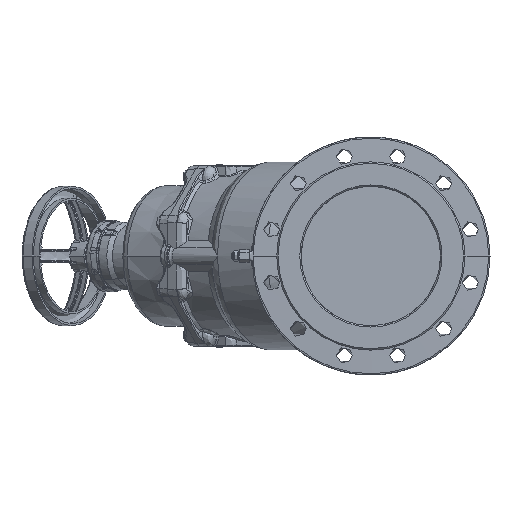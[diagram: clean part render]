
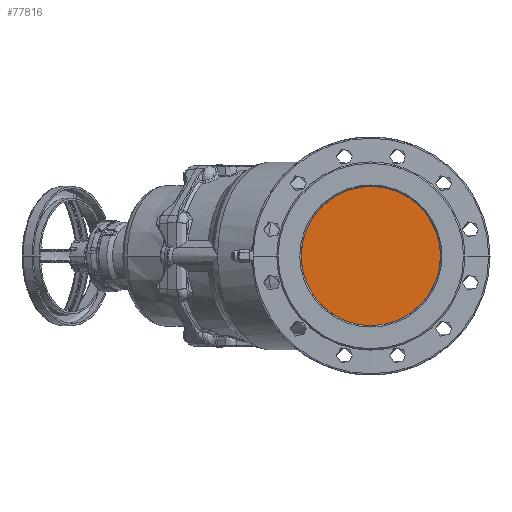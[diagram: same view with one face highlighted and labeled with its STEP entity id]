
A CAD part, left-side view. The second image highlights one B-rep face of the part: STEP entity #77816.
In plain terms, the highlighted planar face has unit normal (-1, 0, 0).
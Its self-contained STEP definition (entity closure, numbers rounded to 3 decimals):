
#77288=CARTESIAN_POINT('Vertex',(-102.11,99.911,4.22)) ;
#77292=CARTESIAN_POINT('Control Point',(-102.11,99.911,4.22)) ;
#77293=CARTESIAN_POINT('Control Point',(-102.11,99.257,19.703)) ;
#77294=CARTESIAN_POINT('Control Point',(-102.11,95.604,35.059)) ;
#77295=CARTESIAN_POINT('Control Point',(-102.11,88.981,49.513)) ;
#77296=CARTESIAN_POINT('Control Point',(-102.11,70.492,75.102)) ;
#77297=CARTESIAN_POINT('Control Point',(-102.11,43.784,91.936)) ;
#77298=CARTESIAN_POINT('Control Point',(-102.11,28.94,97.631)) ;
#77299=CARTESIAN_POINT('Control Point',(-102.11,-2.174,102.979)) ;
#77300=CARTESIAN_POINT('Control Point',(-102.11,-33.034,96.322)) ;
#77301=CARTESIAN_POINT('Control Point',(-102.11,-47.624,90.006)) ;
#77302=CARTESIAN_POINT('Control Point',(-102.11,-73.598,72.061)) ;
#77303=CARTESIAN_POINT('Control Point',(-102.11,-90.991,45.714)) ;
#77304=CARTESIAN_POINT('Control Point',(-102.11,-96.998,30.994)) ;
#77305=CARTESIAN_POINT('Control Point',(-102.11,-100.,15.497)) ;
#77306=CARTESIAN_POINT('Control Point',(-102.11,-100.,0.)) ;
#77307=CARTESIAN_POINT('Vertex',(-102.11,-100.,0.)) ;
#77324=CARTESIAN_POINT('Control Point',(-102.11,-100.,0.)) ;
#77325=CARTESIAN_POINT('Control Point',(-102.11,-100.,-15.497)) ;
#77326=CARTESIAN_POINT('Control Point',(-102.11,-96.998,-30.994)) ;
#77327=CARTESIAN_POINT('Control Point',(-102.11,-90.991,-45.714)) ;
#77328=CARTESIAN_POINT('Control Point',(-102.11,-73.598,-72.061)) ;
#77329=CARTESIAN_POINT('Control Point',(-102.11,-47.624,-90.006)) ;
#77330=CARTESIAN_POINT('Control Point',(-102.11,-33.034,-96.322)) ;
#77331=CARTESIAN_POINT('Control Point',(-102.11,-2.174,-102.979)) ;
#77332=CARTESIAN_POINT('Control Point',(-102.11,28.94,-97.631)) ;
#77333=CARTESIAN_POINT('Control Point',(-102.11,43.784,-91.936)) ;
#77334=CARTESIAN_POINT('Control Point',(-102.11,70.492,-75.102)) ;
#77335=CARTESIAN_POINT('Control Point',(-102.11,88.981,-49.513)) ;
#77336=CARTESIAN_POINT('Control Point',(-102.11,95.604,-35.059)) ;
#77337=CARTESIAN_POINT('Control Point',(-102.11,99.257,-19.703)) ;
#77338=CARTESIAN_POINT('Control Point',(-102.11,99.911,-4.22)) ;
#77339=CARTESIAN_POINT('Vertex',(-102.11,99.911,-4.22)) ;
#77740=CARTESIAN_POINT('Control Point',(-102.11,99.975,2.148)) ;
#77741=CARTESIAN_POINT('Control Point',(-102.11,99.961,2.836)) ;
#77742=CARTESIAN_POINT('Control Point',(-102.11,99.94,3.526)) ;
#77743=CARTESIAN_POINT('Control Point',(-102.11,99.911,4.22)) ;
#77744=CARTESIAN_POINT('Vertex',(-102.11,99.975,2.148)) ;
#77759=CARTESIAN_POINT('Axis2P3D Location',(-102.11,104.232,500000.)) ;
#77764=CARTESIAN_POINT('Axis2P3D Location',(-102.11,16.,0.)) ;
#77768=CARTESIAN_POINT('Vertex',(-102.11,100.,0.)) ;
#77770=CARTESIAN_POINT('Vertex',(-102.11,99.99,1.283)) ;
#77773=CARTESIAN_POINT('Axis2P3D Location',(-102.11,16.,0.)) ;
#77777=CARTESIAN_POINT('Vertex',(-102.11,99.99,-1.283)) ;
#77781=CARTESIAN_POINT('Control Point',(-102.11,99.975,-2.148)) ;
#77782=CARTESIAN_POINT('Control Point',(-102.11,99.978,-1.975)) ;
#77783=CARTESIAN_POINT('Control Point',(-102.11,99.982,-1.802)) ;
#77784=CARTESIAN_POINT('Control Point',(-102.11,99.985,-1.629)) ;
#77785=CARTESIAN_POINT('Control Point',(-102.11,99.988,-1.456)) ;
#77786=CARTESIAN_POINT('Control Point',(-102.11,99.99,-1.283)) ;
#77787=CARTESIAN_POINT('Vertex',(-102.11,99.975,-2.148)) ;
#77791=CARTESIAN_POINT('Control Point',(-102.11,99.975,-2.148)) ;
#77792=CARTESIAN_POINT('Control Point',(-102.11,99.966,-2.562)) ;
#77793=CARTESIAN_POINT('Control Point',(-102.11,99.956,-2.977)) ;
#77794=CARTESIAN_POINT('Control Point',(-102.11,99.943,-3.391)) ;
#77795=CARTESIAN_POINT('Control Point',(-102.11,99.928,-3.805)) ;
#77796=CARTESIAN_POINT('Control Point',(-102.11,99.911,-4.22)) ;
#77799=CARTESIAN_POINT('Control Point',(-102.11,99.975,2.148)) ;
#77800=CARTESIAN_POINT('Control Point',(-102.11,99.978,1.975)) ;
#77801=CARTESIAN_POINT('Control Point',(-102.11,99.982,1.802)) ;
#77802=CARTESIAN_POINT('Control Point',(-102.11,99.985,1.629)) ;
#77803=CARTESIAN_POINT('Control Point',(-102.11,99.988,1.456)) ;
#77804=CARTESIAN_POINT('Control Point',(-102.11,99.99,1.283)) ;
#77760=DIRECTION('Axis2P3D Direction',(1.,0.,-0.)) ;
#77761=DIRECTION('Axis2P3D XDirection',(0.,1.,0.)) ;
#77765=DIRECTION('Axis2P3D Direction',(1.,0.,-0.)) ;
#77774=DIRECTION('Axis2P3D Direction',(1.,0.,-0.)) ;
#77762=AXIS2_PLACEMENT_3D('Plane Axis2P3D',#77759,#77760,#77761) ;
#77766=AXIS2_PLACEMENT_3D('Circle Axis2P3D',#77764,#77765,$) ;
#77775=AXIS2_PLACEMENT_3D('Circle Axis2P3D',#77773,#77774,$) ;
#77767=CIRCLE('generated circle',#77766,84.) ;
#77776=CIRCLE('generated circle',#77775,84.) ;
#77763=PLANE('',#77762) ;
#77309=EDGE_CURVE('',#77289,#77308,#77291,.T.) ;
#77341=EDGE_CURVE('',#77308,#77340,#77323,.T.) ;
#77746=EDGE_CURVE('',#77745,#77289,#77739,.T.) ;
#77772=EDGE_CURVE('',#77769,#77771,#77767,.T.) ;
#77779=EDGE_CURVE('',#77778,#77769,#77776,.T.) ;
#77789=EDGE_CURVE('',#77788,#77778,#77780,.T.) ;
#77797=EDGE_CURVE('',#77788,#77340,#77790,.T.) ;
#77805=EDGE_CURVE('',#77745,#77771,#77798,.T.) ;
#77807=ORIENTED_EDGE('',*,*,#77772,.F.) ;
#77808=ORIENTED_EDGE('',*,*,#77779,.F.) ;
#77809=ORIENTED_EDGE('',*,*,#77789,.F.) ;
#77810=ORIENTED_EDGE('',*,*,#77797,.T.) ;
#77811=ORIENTED_EDGE('',*,*,#77341,.F.) ;
#77812=ORIENTED_EDGE('',*,*,#77309,.F.) ;
#77813=ORIENTED_EDGE('',*,*,#77746,.F.) ;
#77814=ORIENTED_EDGE('',*,*,#77805,.T.) ;
#77806=EDGE_LOOP('',(#77807,#77808,#77809,#77810,#77811,#77812,#77813,#77814)) ;
#77289=VERTEX_POINT('',#77288) ;
#77308=VERTEX_POINT('',#77307) ;
#77340=VERTEX_POINT('',#77339) ;
#77745=VERTEX_POINT('',#77744) ;
#77769=VERTEX_POINT('',#77768) ;
#77771=VERTEX_POINT('',#77770) ;
#77778=VERTEX_POINT('',#77777) ;
#77788=VERTEX_POINT('',#77787) ;
#77816=ADVANCED_FACE('PartBody',(#77815),#77763,.F.) ;
#77291=B_SPLINE_CURVE_WITH_KNOTS('',5,(#77292,#77293,#77294,#77295,#77296,#77297,#77298,#77299,#77300,#77301,#77302,#77303,#77304,#77305,#77306),.UNSPECIFIED.,.F.,.U.,(6,3,3,3,6),(-154.969,-77.485,0.,77.485,154.969),.UNSPECIFIED.) ;
#77323=B_SPLINE_CURVE_WITH_KNOTS('',5,(#77324,#77325,#77326,#77327,#77328,#77329,#77330,#77331,#77332,#77333,#77334,#77335,#77336,#77337,#77338),.UNSPECIFIED.,.F.,.U.,(6,3,3,3,6),(-154.969,-77.485,0.,77.485,154.969),.UNSPECIFIED.) ;
#77739=B_SPLINE_CURVE_WITH_KNOTS('',3,(#77740,#77741,#77742,#77743),.UNSPECIFIED.,.F.,.U.,(4,4),(0.,2.928),.UNSPECIFIED.) ;
#77780=B_SPLINE_CURVE_WITH_KNOTS('',5,(#77781,#77782,#77783,#77784,#77785,#77786),.UNSPECIFIED.,.F.,.U.,(6,6),(0.,1.223),.UNSPECIFIED.) ;
#77790=B_SPLINE_CURVE_WITH_KNOTS('',5,(#77791,#77792,#77793,#77794,#77795,#77796),.UNSPECIFIED.,.F.,.U.,(6,6),(0.,2.932),.UNSPECIFIED.) ;
#77798=B_SPLINE_CURVE_WITH_KNOTS('',5,(#77799,#77800,#77801,#77802,#77803,#77804),.UNSPECIFIED.,.F.,.U.,(6,6),(0.,1.223),.UNSPECIFIED.) ;
#77815=FACE_OUTER_BOUND('',#77806,.T.) ;
